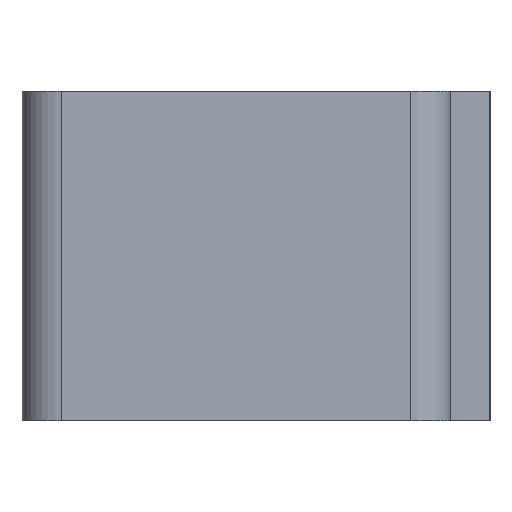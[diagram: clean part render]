
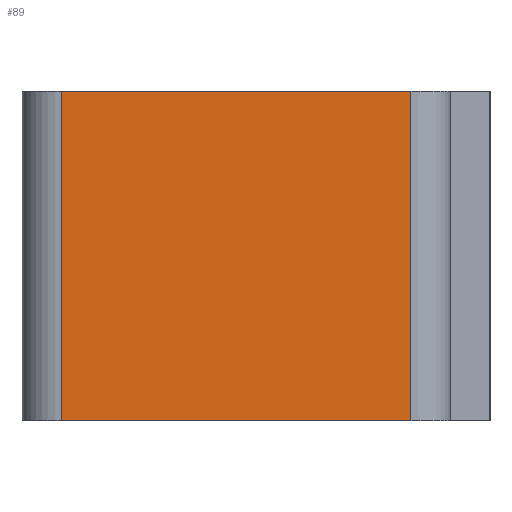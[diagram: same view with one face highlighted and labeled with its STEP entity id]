
A CAD part, left-side view. The second image highlights one B-rep face of the part: STEP entity #89.
In plain terms, the highlighted planar face has unit normal (-1, 0, 0).
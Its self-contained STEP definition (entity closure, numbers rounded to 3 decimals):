
#89=ADVANCED_FACE('',(#135),#136,.F.);
#135=FACE_OUTER_BOUND('',#204,.T.);
#136=PLANE('',#205);
#204=EDGE_LOOP('',(#341,#342,#343,#344));
#205=AXIS2_PLACEMENT_3D('',#345,#346,#347);
#341=ORIENTED_EDGE('',*,*,#531,.F.);
#342=ORIENTED_EDGE('',*,*,#534,.F.);
#343=ORIENTED_EDGE('',*,*,#535,.T.);
#344=ORIENTED_EDGE('',*,*,#536,.F.);
#345=CARTESIAN_POINT('',(15.0,38.5,0.0));
#346=DIRECTION('',(1.0,0.0,0.0));
#347=DIRECTION('',(0.0,0.0,-1.0));
#531=EDGE_CURVE('',#630,#633,#634,.T.);
#534=EDGE_CURVE('',#638,#630,#639,.T.);
#535=EDGE_CURVE('',#638,#640,#641,.T.);
#536=EDGE_CURVE('',#633,#640,#642,.T.);
#630=VERTEX_POINT('',#774);
#633=VERTEX_POINT('',#777);
#634=LINE('',#778,#779);
#638=VERTEX_POINT('',#784);
#639=LINE('',#785,#786);
#640=VERTEX_POINT('',#787);
#641=LINE('',#788,#789);
#642=LINE('',#790,#791);
#774=CARTESIAN_POINT('',(15.0,12.0,25.0));
#777=CARTESIAN_POINT('',(15.0,12.0,-25.0));
#778=CARTESIAN_POINT('',(15.0,12.0,0.0));
#779=VECTOR('',#969,1.0);
#784=CARTESIAN_POINT('',(15.0,65.0,25.0));
#785=CARTESIAN_POINT('',(15.0,38.5,25.0));
#786=VECTOR('',#974,1.0);
#787=CARTESIAN_POINT('',(15.0,65.0,-25.0));
#788=CARTESIAN_POINT('',(15.0,65.0,0.0));
#789=VECTOR('',#975,1.0);
#790=CARTESIAN_POINT('',(15.0,38.5,-25.0));
#791=VECTOR('',#976,1.0);
#969=DIRECTION('',(0.0,0.0,-1.0));
#974=DIRECTION('',(0.0,-1.0,0.0));
#975=DIRECTION('',(0.0,0.0,-1.0));
#976=DIRECTION('',(0.0,1.0,0.0));
